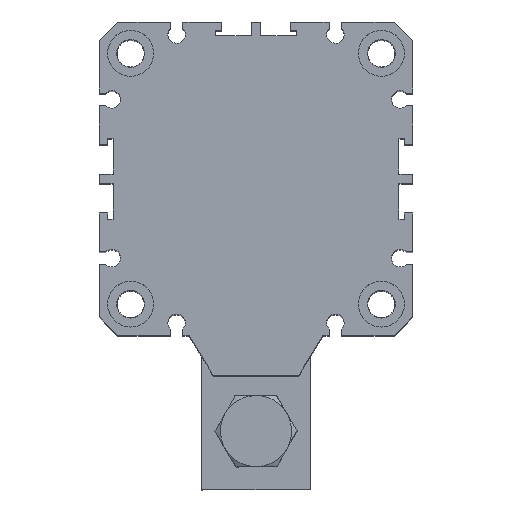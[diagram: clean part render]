
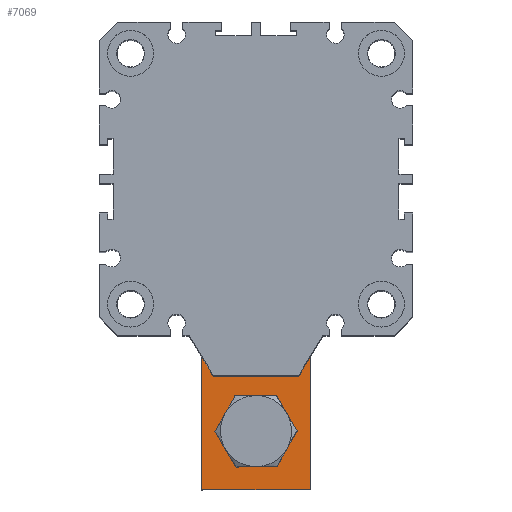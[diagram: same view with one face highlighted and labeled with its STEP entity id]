
A CAD part, top view. The second image highlights one B-rep face of the part: STEP entity #7069.
In plain terms, the highlighted planar face has unit normal (0, 0, 1).
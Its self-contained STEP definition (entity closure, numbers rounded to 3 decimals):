
#6565=CARTESIAN_POINT('',(-228.177,90.043,-171.885));
#6566=VERTEX_POINT('',#6565);
#6575=CARTESIAN_POINT('',(-228.177,98.419,-171.885));
#6576=VERTEX_POINT('',#6575);
#6577=CARTESIAN_POINT('',(-228.177,94.231,-171.885));
#6578=DIRECTION('',(0.0,0.0,-1.0));
#6579=DIRECTION('',(0.0,-1.0,0.0));
#6580=AXIS2_PLACEMENT_3D('',#6577,#6578,#6579);
#6581=CIRCLE('',#6580,4.188);
#6582=EDGE_CURVE('',#6576,#6566,#6581,.T.);
#6628=CARTESIAN_POINT('',(-228.177,147.981,-171.885));
#6629=VERTEX_POINT('',#6628);
#6638=CARTESIAN_POINT('',(-228.177,160.481,-171.885));
#6639=VERTEX_POINT('',#6638);
#6640=CARTESIAN_POINT('',(-228.177,154.231,-171.885));
#6641=DIRECTION('',(0.0,0.0,-1.0));
#6642=DIRECTION('',(0.0,-1.0,0.0));
#6643=AXIS2_PLACEMENT_3D('',#6640,#6641,#6642);
#6644=CIRCLE('',#6643,6.25);
#6645=EDGE_CURVE('',#6639,#6629,#6644,.T.);
#6733=CARTESIAN_POINT('',(-215.177,168.169,-171.885));
#6734=VERTEX_POINT('',#6733);
#6735=CARTESIAN_POINT('',(-218.677,174.231,-171.885));
#6736=VERTEX_POINT('',#6735);
#6737=CARTESIAN_POINT('',(-215.177,168.169,-171.885));
#6738=DIRECTION('',(-0.5,0.866,0.0));
#6739=VECTOR('',#6738,7.);
#6740=LINE('',#6737,#6739);
#6741=EDGE_CURVE('',#6734,#6736,#6740,.T.);
#6773=CARTESIAN_POINT('',(-237.677,174.231,-171.885));
#6774=VERTEX_POINT('',#6773);
#6775=CARTESIAN_POINT('',(-241.177,168.169,-171.885));
#6776=VERTEX_POINT('',#6775);
#6777=CARTESIAN_POINT('',(-237.677,174.231,-171.885));
#6778=DIRECTION('',(-0.5,-0.866,0.0));
#6779=VECTOR('',#6778,7.);
#6780=LINE('',#6777,#6779);
#6781=EDGE_CURVE('',#6774,#6776,#6780,.T.);
#6814=CARTESIAN_POINT('',(-215.177,80.231,-171.885));
#6815=VERTEX_POINT('',#6814);
#6816=CARTESIAN_POINT('',(-215.177,80.231,-171.885));
#6817=DIRECTION('',(0.0,1.0,0.0));
#6818=VECTOR('',#6817,87.938);
#6819=LINE('',#6816,#6818);
#6820=EDGE_CURVE('',#6815,#6734,#6819,.T.);
#6976=CARTESIAN_POINT('',(-228.177,154.231,-171.885));
#6977=DIRECTION('',(0.0,0.0,-1.0));
#6978=DIRECTION('',(0.0,-1.0,0.0));
#6979=AXIS2_PLACEMENT_3D('',#6976,#6977,#6978);
#6980=CIRCLE('',#6979,6.25);
#6981=EDGE_CURVE('',#6629,#6639,#6980,.T.);
#7021=CARTESIAN_POINT('',(-228.177,94.231,-171.885));
#7022=DIRECTION('',(0.0,0.0,-1.0));
#7023=DIRECTION('',(0.0,-1.0,0.0));
#7024=AXIS2_PLACEMENT_3D('',#7021,#7022,#7023);
#7025=CIRCLE('',#7024,4.188);
#7026=EDGE_CURVE('',#6566,#6576,#7025,.T.);
#7031=CARTESIAN_POINT('',(-241.177,80.231,-171.885));
#7032=DIRECTION('',(0.0,0.0,1.0));
#7033=DIRECTION('',(-1.0,0.0,0.0));
#7034=AXIS2_PLACEMENT_3D('',#7031,#7032,#7033);
#7035=PLANE('',#7034);
#7036=ORIENTED_EDGE('',*,*,#6741,.T.);
#7037=CARTESIAN_POINT('',(-237.677,174.231,-171.885));
#7038=DIRECTION('',(1.0,0.0,0.0));
#7039=VECTOR('',#7038,19.);
#7040=LINE('',#7037,#7039);
#7041=EDGE_CURVE('',#6774,#6736,#7040,.T.);
#7042=ORIENTED_EDGE('',*,*,#7041,.F.);
#7043=ORIENTED_EDGE('',*,*,#6781,.T.);
#7044=CARTESIAN_POINT('',(-241.177,80.231,-171.885));
#7045=VERTEX_POINT('',#7044);
#7046=CARTESIAN_POINT('',(-241.177,168.169,-171.885));
#7047=DIRECTION('',(0.0,-1.0,0.0));
#7048=VECTOR('',#7047,87.938);
#7049=LINE('',#7046,#7048);
#7050=EDGE_CURVE('',#6776,#7045,#7049,.T.);
#7051=ORIENTED_EDGE('',*,*,#7050,.T.);
#7052=CARTESIAN_POINT('',(-241.177,80.231,-171.885));
#7053=DIRECTION('',(1.0,0.0,0.0));
#7054=VECTOR('',#7053,26.);
#7055=LINE('',#7052,#7054);
#7056=EDGE_CURVE('',#7045,#6815,#7055,.T.);
#7057=ORIENTED_EDGE('',*,*,#7056,.T.);
#7058=ORIENTED_EDGE('',*,*,#6820,.T.);
#7059=EDGE_LOOP('',(#7036,#7042,#7043,#7051,#7057,#7058));
#7060=FACE_OUTER_BOUND('',#7059,.T.);
#7061=ORIENTED_EDGE('',*,*,#6645,.T.);
#7062=ORIENTED_EDGE('',*,*,#6981,.T.);
#7063=EDGE_LOOP('',(#7061,#7062));
#7064=FACE_BOUND('',#7063,.T.);
#7065=ORIENTED_EDGE('',*,*,#6582,.T.);
#7066=ORIENTED_EDGE('',*,*,#7026,.T.);
#7067=EDGE_LOOP('',(#7065,#7066));
#7068=FACE_BOUND('',#7067,.T.);
#7069=ADVANCED_FACE('',(#7060,#7064,#7068),#7035,.T.);
